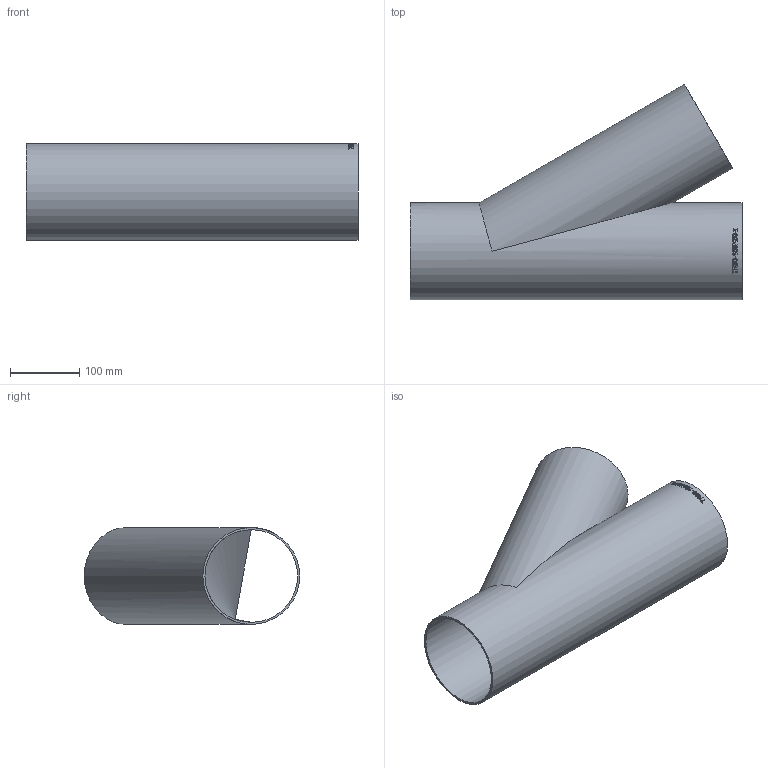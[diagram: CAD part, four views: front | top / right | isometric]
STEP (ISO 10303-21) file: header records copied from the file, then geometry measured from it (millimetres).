
FILE_DESCRIPTION (( 'STEP AP214' ), '1' );
FILE_NAME ('TR30-139X30-x T-Stück 30° Ø139,7 L479 1911.STEP', '2019-11-22T08:36:02', ( '' ), ( '' ), 'SwSTEP 2.0', 'SolidWorks 2016', '' );
FILE_SCHEMA (( 'AUTOMOTIVE_DESIGN' ));
Length unit declared in the file: millimetre
Products named in the file (1): TR30-139X30-x T-Stück 30° Ø139,7 L479   1911
Bounding box: 479 x 310.68 x 139.7 mm (x, y, z)
Volume: 857561.2 mm3; surface area: 575525.8 mm2
Topology: 1 solids, 1 shells, 183 faces, 498 edges, 332 vertices
Faces by surface type: bspline 120, plane 41, cylinder 22
Full cylindrical faces by diameter (mm): 133.7 x2, 139.7 x2
Entity records: 27022 total; most frequent: CARTESIAN_POINT 21608, ORIENTED_EDGE 968, EDGE_CURVE 484, B_SPLINE_CURVE_WITH_KNOTS 373, VERTEX_POINT 326, DIRECTION 287, EDGE_LOOP 208, FACE_OUTER_BOUND 186
